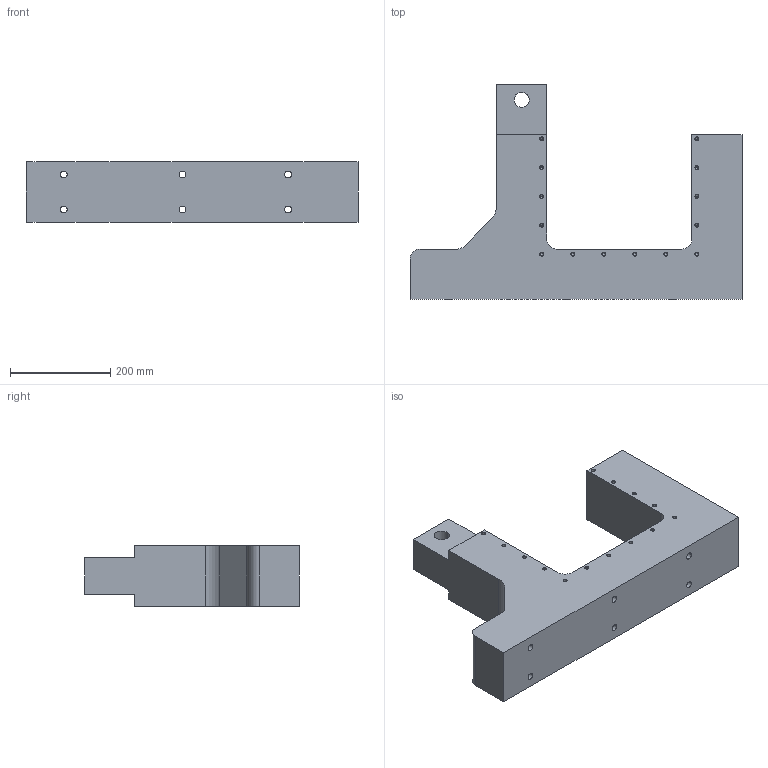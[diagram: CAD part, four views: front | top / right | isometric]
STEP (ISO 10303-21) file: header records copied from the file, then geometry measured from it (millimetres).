
FILE_DESCRIPTION((''),'2;1');
FILE_NAME('HINGE_BASE','2022-03-01T14:52:46',('wshq'),(''),'CREO PARAMETRIC BY PTC INC, 2020281','CREO PARAMETRIC BY PTC INC, 2020281','');
FILE_SCHEMA(('CONFIG_CONTROL_DESIGN'));
Length unit declared in the file: millimetre
Products named in the file (1): HINGE_BASE
Bounding box: 663 x 428 x 120 mm (x, y, z)
Volume: 14295330.1 mm3; surface area: 607862.1 mm2
Topology: 1 solids, 31 shells, 318 faces, 786 edges, 470 vertices
Faces by surface type: cylinder 139, cone 132, plane 47
Entity records: 9089 total; most frequent: DIRECTION 1774, CARTESIAN_POINT 1515, ORIENTED_EDGE 1332, AXIS2_PLACEMENT_3D 729, EDGE_CURVE 726, VERTEX_POINT 470, CIRCLE 410, EDGE_LOOP 392
